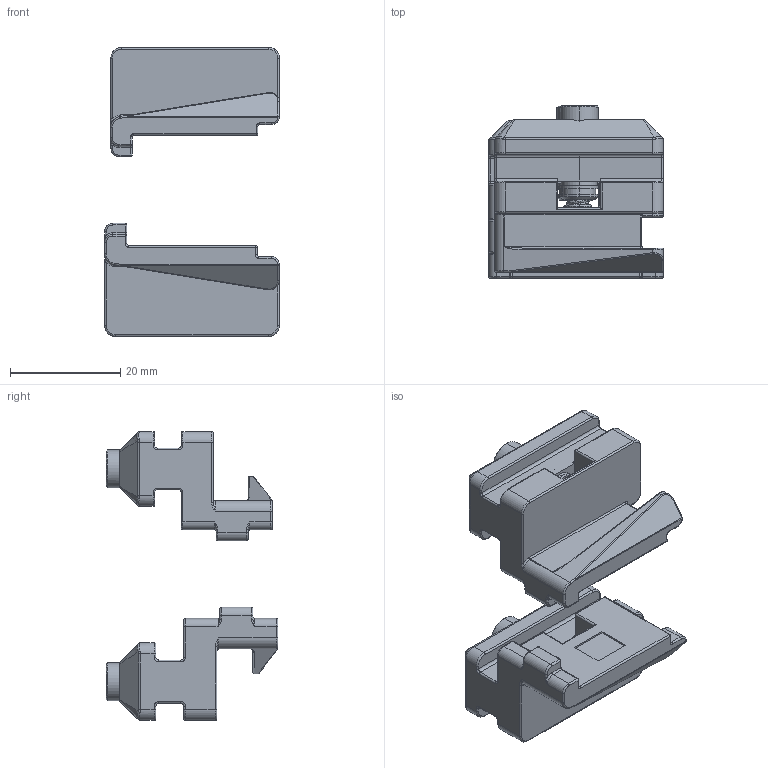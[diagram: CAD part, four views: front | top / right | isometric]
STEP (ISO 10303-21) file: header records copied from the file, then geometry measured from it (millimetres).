
FILE_DESCRIPTION (( 'STEP AP214' ), '1' );
FILE_NAME ('285615200.STEP', '2014-02-17T13:34:44', ( '' ), ( '' ), 'SwSTEP 2.0', 'SolidWorks 2014', '' );
FILE_SCHEMA (( 'AUTOMOTIVE_DESIGN' ));
Length unit declared in the file: millimetre
Products named in the file (1): 285615200
Bounding box: 31.69 x 31.17 x 52.41 mm (x, y, z)
Volume: 13451.1 mm3; surface area: 10273 mm2
Topology: 6 solids, 6 shells, 503 faces, 1179 edges, 677 vertices
Faces by surface type: cylinder 221, plane 112, torus 91, bspline 50, sphere 16, cone 13
Entity records: 28939 total; most frequent: CARTESIAN_POINT 12243, DIRECTION 2372, ORIENTED_EDGE 2314, EDGE_CURVE 1157, AXIS2_PLACEMENT_3D 949, VERTEX_POINT 676, EDGE_LOOP 521, UNCERTAINTY_MEASURE_WITH_UNIT 511
